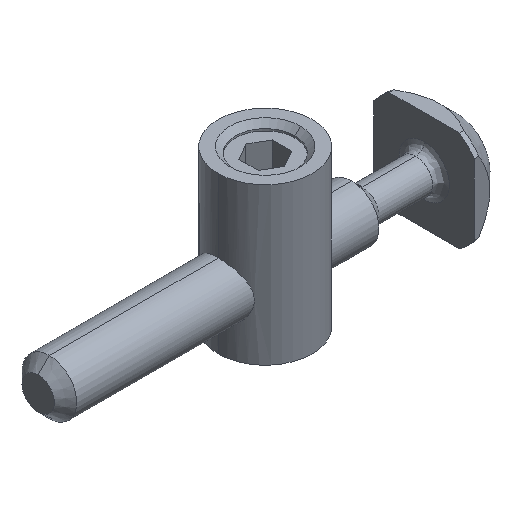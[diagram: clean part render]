
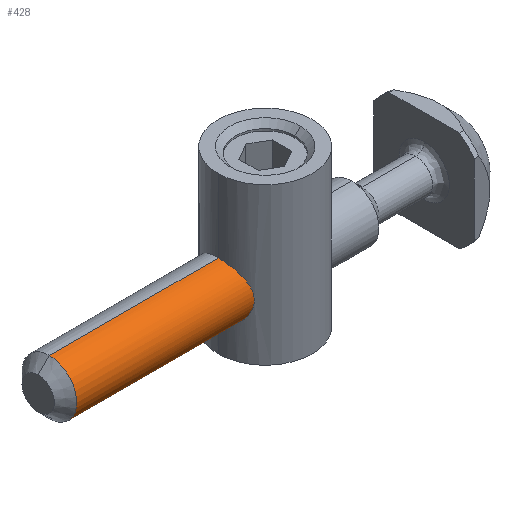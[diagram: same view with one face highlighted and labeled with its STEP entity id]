
A CAD part, isometric view. The second image highlights one B-rep face of the part: STEP entity #428.
In plain terms, the highlighted cylindrical face has radius 4.9 mm (diameter 9.8 mm), a partial arc.
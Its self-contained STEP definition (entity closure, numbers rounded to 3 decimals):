
#26 = EDGE_CURVE ( 'NONE', #457, #1397, #511, .T. ) ;
#57 = CARTESIAN_POINT ( 'NONE',  ( -35.532, -4.643, -1.598 ) ) ;
#60 = CARTESIAN_POINT ( 'NONE',  ( -36.638, -2.2, -4.39 ) ) ;
#121 = EDGE_CURVE ( 'NONE', #1397, #417, #230, .T. ) ;
#163 = CARTESIAN_POINT ( 'NONE',  ( -36.925, 0., 4.9 ) ) ;
#167 = CARTESIAN_POINT ( 'NONE',  ( -35.399, -4.835, -0.81 ) ) ;
#199 = CARTESIAN_POINT ( 'NONE',  ( -36.901, -0.659, -4.858 ) ) ;
#230 = CIRCLE ( 'NONE', #792, 4.9 ) ;
#288 = LINE ( 'NONE', #456, #670 ) ;
#295 = CARTESIAN_POINT ( 'NONE',  ( -36.901, -0.655, 4.859 ) ) ;
#298 = CARTESIAN_POINT ( 'NONE',  ( -36.886, -0.823, -4.833 ) ) ;
#300 = CARTESIAN_POINT ( 'NONE',  ( -35.69, -4.394, 2.192 ) ) ;
#304 = VERTEX_POINT ( 'NONE', #1337 ) ;
#318 = CARTESIAN_POINT ( 'NONE',  ( -36.925, -0.165, -4.9 ) ) ;
#326 = CARTESIAN_POINT ( 'NONE',  ( -36.925, 0., 4.9 ) ) ;
#352 = CARTESIAN_POINT ( 'NONE',  ( -67.2, 0., 4.9 ) ) ;
#366 = CARTESIAN_POINT ( 'NONE',  ( -67.2, 0., 0. ) ) ;
#375 = DIRECTION ( 'NONE',  ( 1., 0., 0. ) ) ;
#396 = CARTESIAN_POINT ( 'NONE',  ( -36.555, -2.484, 4.236 ) ) ;
#409 = CARTESIAN_POINT ( 'NONE',  ( -35.974, -3.893, -2.992 ) ) ;
#417 = VERTEX_POINT ( 'NONE', #1133 ) ;
#428 = ADVANCED_FACE ( 'NONE', ( #453 ), #1202, .T. ) ;
#442 = CARTESIAN_POINT ( 'NONE',  ( -36.925, 0., -4.9 ) ) ;
#453 = FACE_OUTER_BOUND ( 'NONE', #1185, .T. ) ;
#456 = CARTESIAN_POINT ( 'NONE',  ( -69.2, 0., -4.9 ) ) ;
#457 = VERTEX_POINT ( 'NONE', #326 ) ;
#511 = LINE ( 'NONE', #924, #1487 ) ;
#515 = ORIENTED_EDGE ( 'NONE', *, *, #524, .F. ) ;
#519 = CARTESIAN_POINT ( 'NONE',  ( -35.36, -4.891, 0.333 ) ) ;
#524 = EDGE_CURVE ( 'NONE', #304, #417, #288, .T. ) ;
#527 = CARTESIAN_POINT ( 'NONE',  ( -36.831, -1.298, 4.736 ) ) ;
#532 = CARTESIAN_POINT ( 'NONE',  ( -36.277, -3.249, -3.681 ) ) ;
#536 = CARTESIAN_POINT ( 'NONE',  ( -36.92, -0.327, 4.892 ) ) ;
#572 = DIRECTION ( 'NONE',  ( -1., 0., 0. ) ) ;
#632 = CARTESIAN_POINT ( 'NONE',  ( -36.776, -1.607, 4.64 ) ) ;
#639 = CARTESIAN_POINT ( 'NONE',  ( -36.638, -2.203, 4.389 ) ) ;
#645 = CARTESIAN_POINT ( 'NONE',  ( -35.534, -4.639, 1.608 ) ) ;
#647 = CARTESIAN_POINT ( 'NONE',  ( -36.374, -3.008, -3.881 ) ) ;
#670 = VECTOR ( 'NONE', #1290, 1000. ) ;
#736 = AXIS2_PLACEMENT_3D ( 'NONE', #1386, #572, #791 ) ;
#755 = CARTESIAN_POINT ( 'NONE',  ( -35.382, -4.86, -0.645 ) ) ;
#763 = ORIENTED_EDGE ( 'NONE', *, *, #121, .T. ) ;
#766 = CARTESIAN_POINT ( 'NONE',  ( -36.076, -3.693, 3.236 ) ) ;
#791 = DIRECTION ( 'NONE',  ( 0., 0., 1. ) ) ;
#792 = AXIS2_PLACEMENT_3D ( 'NONE', #366, #375, #1427 ) ;
#878 = CARTESIAN_POINT ( 'NONE',  ( -35.359, -4.892, -0.319 ) ) ;
#886 = CARTESIAN_POINT ( 'NONE',  ( -35.689, -4.395, -2.19 ) ) ;
#890 = CARTESIAN_POINT ( 'NONE',  ( -36.775, -1.611, -4.639 ) ) ;
#893 = CARTESIAN_POINT ( 'NONE',  ( -35.782, -4.241, 2.474 ) ) ;
#924 = CARTESIAN_POINT ( 'NONE',  ( -69.2, 0., 4.9 ) ) ;
#1002 = EDGE_CURVE ( 'NONE', #457, #304, #1412, .T. ) ;
#1004 = CARTESIAN_POINT ( 'NONE',  ( -35.781, -4.243, -2.471 ) ) ;
#1007 = CARTESIAN_POINT ( 'NONE',  ( -36.83, -1.304, -4.735 ) ) ;
#1062 = ORIENTED_EDGE ( 'NONE', *, *, #26, .T. ) ;
#1113 = CARTESIAN_POINT ( 'NONE',  ( -35.348, -4.908, 0.007 ) ) ;
#1133 = CARTESIAN_POINT ( 'NONE',  ( -67.2, 0., -4.9 ) ) ;
#1185 = EDGE_LOOP ( 'NONE', ( #515, #1436, #1062, #763 ) ) ;
#1202 = CYLINDRICAL_SURFACE ( 'NONE', #736, 4.9 ) ;
#1216 = CARTESIAN_POINT ( 'NONE',  ( -35.469, -4.735, 1.304 ) ) ;
#1228 = CARTESIAN_POINT ( 'NONE',  ( -36.925, -0.163, 4.9 ) ) ;
#1233 = CARTESIAN_POINT ( 'NONE',  ( -36.077, -3.692, -3.237 ) ) ;
#1264 = CARTESIAN_POINT ( 'NONE',  ( -36.92, -0.33, -4.892 ) ) ;
#1290 = DIRECTION ( 'NONE',  ( -1., 0., 0. ) ) ;
#1337 = CARTESIAN_POINT ( 'NONE',  ( -36.925, 0., -4.9 ) ) ;
#1340 = CARTESIAN_POINT ( 'NONE',  ( -35.467, -4.738, -1.291 ) ) ;
#1347 = CARTESIAN_POINT ( 'NONE',  ( -36.887, -0.819, 4.834 ) ) ;
#1352 = CARTESIAN_POINT ( 'NONE',  ( -36.555, -2.485, -4.235 ) ) ;
#1360 = CARTESIAN_POINT ( 'NONE',  ( -35.383, -4.858, 0.659 ) ) ;
#1386 = CARTESIAN_POINT ( 'NONE',  ( -69.2, 0., 0. ) ) ;
#1397 = VERTEX_POINT ( 'NONE', #352 ) ;
#1402 = DIRECTION ( 'NONE',  ( -1., 0., 0. ) ) ;
#1412 = B_SPLINE_CURVE_WITH_KNOTS ( 'NONE', 3,
 ( #163, #1228, #536, #295, #1347, #527, #632, #639, #396, #1464, #1468, #766, #1478, #893, #300, #645, #1216, #1472, #1360, #519, #1113, #878, #755, #167, #1340, #57, #886, #1004, #409, #1233, #532, #647, #1352, #60, #890, #1007, #298, #199, #1264, #318, #442 ),
 .UNSPECIFIED., .F., .F.,
 ( 4, 2, 2, 2, 2, 2, 2, 2, 2, 2, 1, 2, 2, 2, 2, 2, 2, 2, 2, 2, 4 ),
 ( 0.015, 0.016, 0.016, 0.017, 0.018, 0.019, 0.02, 0.021, 0.022, 0.023, 0.023, 0.024, 0.024, 0.025, 0.026, 0.027, 0.028, 0.029, 0.03, 0.031, 0.031 ),
 .UNSPECIFIED. ) ;
#1427 = DIRECTION ( 'NONE',  ( 0., 0., 1. ) ) ;
#1436 = ORIENTED_EDGE ( 'NONE', *, *, #1002, .F. ) ;
#1464 = CARTESIAN_POINT ( 'NONE',  ( -36.375, -3.006, 3.882 ) ) ;
#1468 = CARTESIAN_POINT ( 'NONE',  ( -36.276, -3.251, 3.679 ) ) ;
#1472 = CARTESIAN_POINT ( 'NONE',  ( -35.401, -4.833, 0.824 ) ) ;
#1478 = CARTESIAN_POINT ( 'NONE',  ( -35.976, -3.891, 2.995 ) ) ;
#1487 = VECTOR ( 'NONE', #1402, 1000. ) ;
